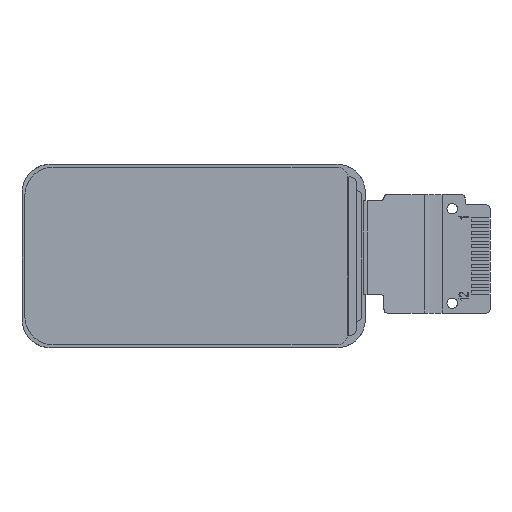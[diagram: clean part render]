
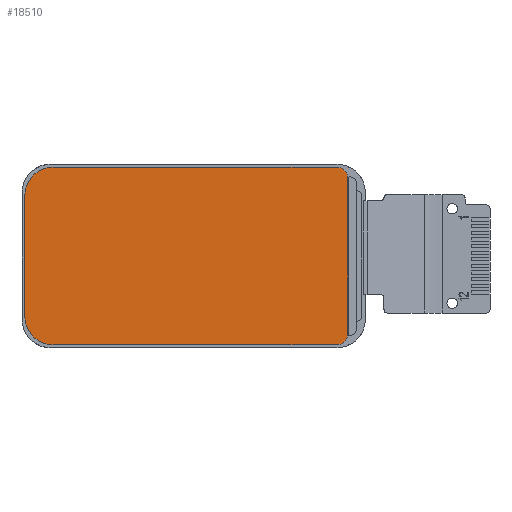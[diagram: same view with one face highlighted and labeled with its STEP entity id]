
A CAD part, top view. The second image highlights one B-rep face of the part: STEP entity #18510.
In plain terms, the highlighted planar face has unit normal (0, 0, 1).
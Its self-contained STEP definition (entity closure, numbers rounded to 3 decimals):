
#1378=LINE('',#31065,#2445);
#1380=LINE('',#31069,#2447);
#1386=LINE('',#31083,#2453);
#1390=LINE('',#31092,#2457);
#2445=VECTOR('',#22325,1000.);
#2447=VECTOR('',#22329,1000.);
#2453=VECTOR('',#22337,1000.);
#2457=VECTOR('',#22343,1000.);
#2649=CIRCLE('',#19454,1.25);
#2650=CIRCLE('',#19455,3.);
#2651=CIRCLE('',#19456,3.);
#2652=CIRCLE('',#19457,1.25);
#6447=ORIENTED_EDGE('',*,*,#8376,.F.);
#6448=ORIENTED_EDGE('',*,*,#8382,.T.);
#6449=ORIENTED_EDGE('',*,*,#8370,.F.);
#6450=ORIENTED_EDGE('',*,*,#8383,.T.);
#6451=ORIENTED_EDGE('',*,*,#8368,.F.);
#6452=ORIENTED_EDGE('',*,*,#8384,.T.);
#6453=ORIENTED_EDGE('',*,*,#8380,.F.);
#6454=ORIENTED_EDGE('',*,*,#8385,.T.);
#8368=EDGE_CURVE('',#9634,#9635,#1378,.T.);
#8370=EDGE_CURVE('',#9636,#9637,#1380,.T.);
#8376=EDGE_CURVE('',#9642,#9643,#1386,.T.);
#8380=EDGE_CURVE('',#9646,#9647,#1390,.T.);
#8382=EDGE_CURVE('',#9642,#9637,#2649,.F.);
#8383=EDGE_CURVE('',#9636,#9635,#2650,.F.);
#8384=EDGE_CURVE('',#9634,#9647,#2651,.F.);
#8385=EDGE_CURVE('',#9646,#9643,#2652,.F.);
#9634=VERTEX_POINT('',#31064);
#9635=VERTEX_POINT('',#31066);
#9636=VERTEX_POINT('',#31070);
#9637=VERTEX_POINT('',#31071);
#9642=VERTEX_POINT('',#31082);
#9643=VERTEX_POINT('',#31084);
#9646=VERTEX_POINT('',#31091);
#9647=VERTEX_POINT('',#31093);
#11091=EDGE_LOOP('',(#6447,#6448,#6449,#6450,#6451,#6452,#6453,#6454));
#11942=FACE_BOUND('',#11091,.T.);
#12498=PLANE('',#19453);
#18510=ADVANCED_FACE('',(#11942),#12498,.F.);
#19453=AXIS2_PLACEMENT_3D('',#31095,#22345,#22346);
#19454=AXIS2_PLACEMENT_3D('',#31096,#22347,#22348);
#19455=AXIS2_PLACEMENT_3D('',#31097,#22349,#22350);
#19456=AXIS2_PLACEMENT_3D('',#31098,#22351,#22352);
#19457=AXIS2_PLACEMENT_3D('',#31099,#22353,#22354);
#22325=DIRECTION('',(0.,1.,0.));
#22329=DIRECTION('',(1.,0.,0.));
#22337=DIRECTION('',(0.,-1.,0.));
#22343=DIRECTION('',(-1.,0.,0.));
#22345=DIRECTION('',(0.,0.,-1.));
#22346=DIRECTION('',(-1.,0.,0.));
#22347=DIRECTION('',(0.,0.,-1.));
#22348=DIRECTION('',(-1.,0.,0.));
#22349=DIRECTION('',(0.,0.,-1.));
#22350=DIRECTION('',(-1.,0.,0.));
#22351=DIRECTION('',(0.,0.,-1.));
#22352=DIRECTION('',(-1.,0.,0.));
#22353=DIRECTION('',(0.,0.,-1.));
#22354=DIRECTION('',(-1.,0.,0.));
#31064=CARTESIAN_POINT('',(-17.84,-6.395,1.46));
#31065=CARTESIAN_POINT('',(-17.84,-9.395,1.46));
#31066=CARTESIAN_POINT('',(-17.84,6.395,1.46));
#31069=CARTESIAN_POINT('',(-17.84,9.395,1.46));
#31070=CARTESIAN_POINT('',(-14.84,9.395,1.46));
#31071=CARTESIAN_POINT('',(15.06,9.395,1.46));
#31082=CARTESIAN_POINT('',(16.31,8.145,1.46));
#31083=CARTESIAN_POINT('',(16.31,9.395,1.46));
#31084=CARTESIAN_POINT('',(16.31,-8.145,1.46));
#31091=CARTESIAN_POINT('',(15.06,-9.395,1.46));
#31092=CARTESIAN_POINT('',(16.31,-9.395,1.46));
#31093=CARTESIAN_POINT('',(-14.84,-9.395,1.46));
#31095=CARTESIAN_POINT('',(0.,0.,1.46));
#31096=CARTESIAN_POINT('',(15.06,8.145,1.46));
#31097=CARTESIAN_POINT('',(-14.84,6.395,1.46));
#31098=CARTESIAN_POINT('',(-14.84,-6.395,1.46));
#31099=CARTESIAN_POINT('',(15.06,-8.145,1.46));
